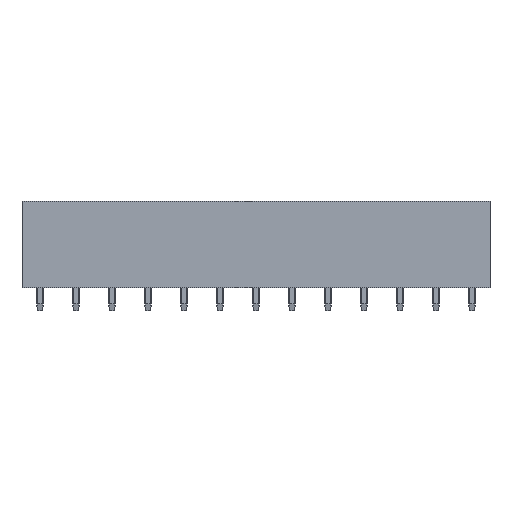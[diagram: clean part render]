
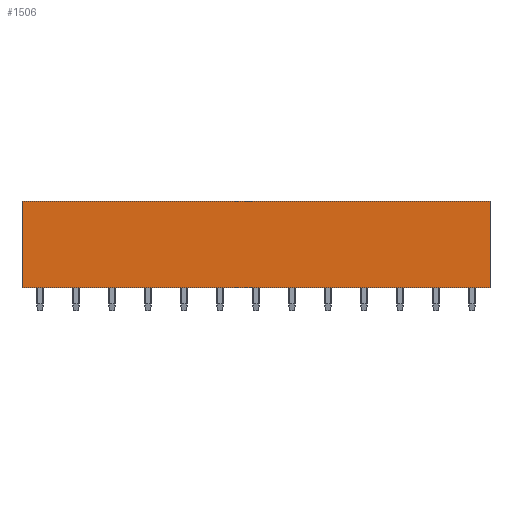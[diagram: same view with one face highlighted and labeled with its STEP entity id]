
A CAD part, front view. The second image highlights one B-rep face of the part: STEP entity #1506.
In plain terms, the highlighted planar face has unit normal (0, -1, 0).
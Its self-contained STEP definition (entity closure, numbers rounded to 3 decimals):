
#1486=AXIS2_PLACEMENT_3D('Plane Axis2P3D',#1483,#1484,#1485) ;
#1084=CARTESIAN_POINT('Vertex',(65.,0.,15.2)) ;
#1087=CARTESIAN_POINT('Line Origine',(65.,0.,9.2)) ;
#1091=CARTESIAN_POINT('Vertex',(65.,0.,3.2)) ;
#1468=CARTESIAN_POINT('Vertex',(0.,0.,15.2)) ;
#1471=CARTESIAN_POINT('Line Origine',(32.5,0.,15.2)) ;
#1483=CARTESIAN_POINT('Axis2P3D Location',(0.,0.,3.2)) ;
#1488=CARTESIAN_POINT('Line Origine',(0.,0.,9.2)) ;
#1492=CARTESIAN_POINT('Vertex',(0.,0.,3.2)) ;
#1495=CARTESIAN_POINT('Line Origine',(32.5,0.,3.2)) ;
#1088=DIRECTION('Vector Direction',(0.,0.,1.)) ;
#1472=DIRECTION('Vector Direction',(1.,0.,0.)) ;
#1484=DIRECTION('Axis2P3D Direction',(0.,1.,0.)) ;
#1485=DIRECTION('Axis2P3D XDirection',(0.,0.,1.)) ;
#1489=DIRECTION('Vector Direction',(0.,0.,1.)) ;
#1496=DIRECTION('Vector Direction',(1.,0.,0.)) ;
#1089=VECTOR('Line Direction',#1088,1.) ;
#1473=VECTOR('Line Direction',#1472,1.) ;
#1490=VECTOR('Line Direction',#1489,1.) ;
#1497=VECTOR('Line Direction',#1496,1.) ;
#1501=ORIENTED_EDGE('',*,*,#1093,.T.) ;
#1502=ORIENTED_EDGE('',*,*,#1475,.F.) ;
#1503=ORIENTED_EDGE('',*,*,#1494,.F.) ;
#1504=ORIENTED_EDGE('',*,*,#1499,.T.) ;
#1506=ADVANCED_FACE('Housing',(#1505),#1487,.F.) ;
#1093=EDGE_CURVE('',#1092,#1085,#1090,.T.) ;
#1475=EDGE_CURVE('',#1469,#1085,#1474,.T.) ;
#1494=EDGE_CURVE('',#1493,#1469,#1491,.T.) ;
#1499=EDGE_CURVE('',#1493,#1092,#1498,.T.) ;
#1500=EDGE_LOOP('',(#1501,#1502,#1503,#1504)) ;
#1505=FACE_OUTER_BOUND('',#1500,.T.) ;
#1090=LINE('Line',#1087,#1089) ;
#1474=LINE('Line',#1471,#1473) ;
#1491=LINE('Line',#1488,#1490) ;
#1498=LINE('Line',#1495,#1497) ;
#1487=PLANE('',#1486) ;
#1085=VERTEX_POINT('',#1084) ;
#1092=VERTEX_POINT('',#1091) ;
#1469=VERTEX_POINT('',#1468) ;
#1493=VERTEX_POINT('',#1492) ;
